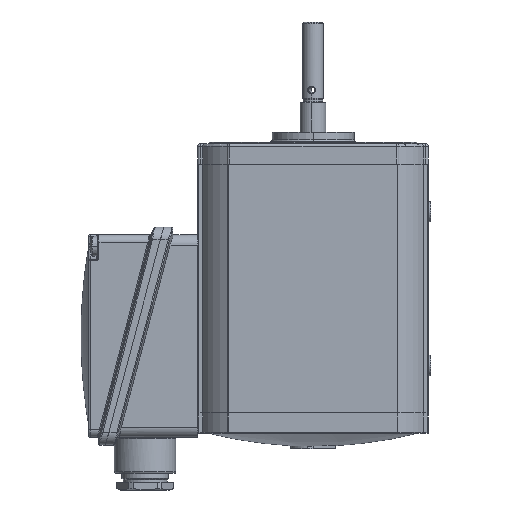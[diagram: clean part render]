
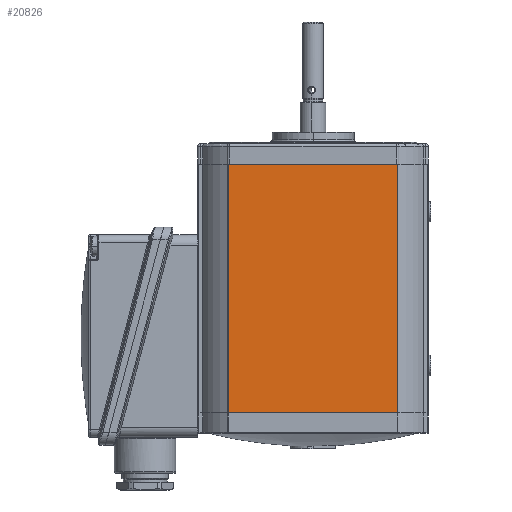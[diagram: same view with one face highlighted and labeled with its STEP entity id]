
A CAD part, left-side view. The second image highlights one B-rep face of the part: STEP entity #20826.
In plain terms, the highlighted planar face has unit normal (-1, 0, 0).
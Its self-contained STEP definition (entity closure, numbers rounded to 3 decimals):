
#2193 = LINE ( 'NONE', #22697, #2200 ) ;
#2200 = VECTOR ( 'NONE', #22692, 1000. ) ;
#2227 = LINE ( 'NONE', #22810, #2229 ) ;
#2229 = VECTOR ( 'NONE', #22811, 1000. ) ;
#2450 = LINE ( 'NONE', #24931, #2452 ) ;
#2452 = VECTOR ( 'NONE', #24947, 1000. ) ;
#2973 = FACE_OUTER_BOUND ( 'NONE', #14539, .T. ) ;
#3633 = VERTEX_POINT ( 'NONE', #18002 ) ;
#3636 = VERTEX_POINT ( 'NONE', #17845 ) ;
#3638 = VERTEX_POINT ( 'NONE', #18017 ) ;
#3642 = VERTEX_POINT ( 'NONE', #17877 ) ;
#4496 = CARTESIAN_POINT ( 'NONE',  ( -56.373, 57.501, 96.508 ) ) ;
#4500 = PLANE ( 'NONE',  #8117 ) ;
#4502 = DIRECTION ( 'NONE',  ( 1., 0., 0. ) ) ;
#4503 = DIRECTION ( 'NONE',  ( 0., 1., 0. ) ) ;
#5213 = DIRECTION ( 'NONE',  ( 0., -1., 0. ) ) ;
#5223 = CARTESIAN_POINT ( 'NONE',  ( -56.373, 57.501, 95.508 ) ) ;
#8117 = AXIS2_PLACEMENT_3D ( 'NONE', #4496, #4502, #4503 ) ;
#10816 = ORIENTED_EDGE ( 'NONE', *, *, #12105, .F. ) ;
#10819 = ORIENTED_EDGE ( 'NONE', *, *, #19083, .F. ) ;
#10917 = ORIENTED_EDGE ( 'NONE', *, *, #19109, .T. ) ;
#11127 = ORIENTED_EDGE ( 'NONE', *, *, #19280, .F. ) ;
#12105 = EDGE_CURVE ( 'NONE', #3642, #3633, #18467, .T. ) ;
#14539 = EDGE_LOOP ( 'NONE', ( #10816, #10819, #11127, #10917 ) ) ;
#17845 = CARTESIAN_POINT ( 'NONE',  ( -56.373, 45.501, -1.492 ) ) ;
#17877 = CARTESIAN_POINT ( 'NONE',  ( -56.373, 45.501, 95.508 ) ) ;
#18002 = CARTESIAN_POINT ( 'NONE',  ( -56.373, -20.499, 95.508 ) ) ;
#18017 = CARTESIAN_POINT ( 'NONE',  ( -56.373, -20.499, -1.492 ) ) ;
#18467 = LINE ( 'NONE', #5223, #18470 ) ;
#18470 = VECTOR ( 'NONE', #5213, 1000. ) ;
#19083 = EDGE_CURVE ( 'NONE', #3636, #3642, #2193, .T. ) ;
#19109 = EDGE_CURVE ( 'NONE', #3638, #3633, #2227, .T. ) ;
#19280 = EDGE_CURVE ( 'NONE', #3638, #3636, #2450, .T. ) ;
#20826 = ADVANCED_FACE ( 'NONE', ( #2973 ), #4500, .F. ) ;
#22692 = DIRECTION ( 'NONE',  ( 0., 0., 1. ) ) ;
#22697 = CARTESIAN_POINT ( 'NONE',  ( -56.373, 45.501, -2.492 ) ) ;
#22810 = CARTESIAN_POINT ( 'NONE',  ( -56.373, -20.499, -2.492 ) ) ;
#22811 = DIRECTION ( 'NONE',  ( 0., 0., 1. ) ) ;
#24931 = CARTESIAN_POINT ( 'NONE',  ( -56.373, 57.501, -1.492 ) ) ;
#24947 = DIRECTION ( 'NONE',  ( 0., 1., 0. ) ) ;
